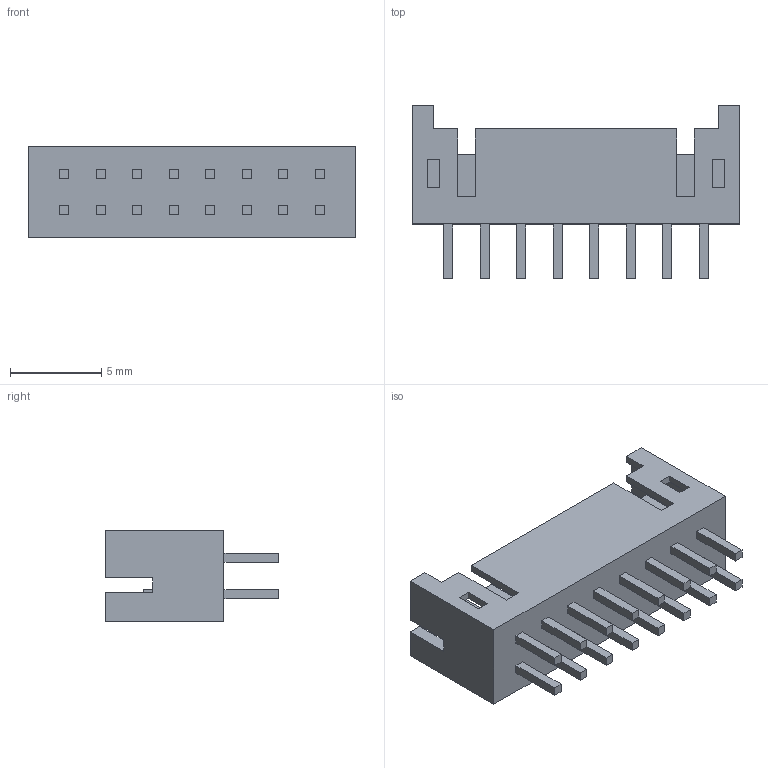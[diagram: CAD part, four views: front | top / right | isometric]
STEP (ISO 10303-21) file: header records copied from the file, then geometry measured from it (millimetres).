
FILE_DESCRIPTION (( 'STEP AP214' ), '1' );
FILE_NAME ('B16B-PHDSS.STEP', '2010-06-11T08:45:10', ( '9g-mnaganawa' ), ( 'ｊｓｔ－ｏｅｃ' ), 'SwSTEP 2.0', 'SolidWorks 2005235', '' );
FILE_SCHEMA (( 'AUTOMOTIVE_DESIGN' ));
Length unit declared in the file: millimetre
Products named in the file (1): B16B-PHDSS
Bounding box: 17.9 x 9.5 x 5 mm (x, y, z)
Volume: 233.2 mm3; surface area: 761 mm2
Topology: 1 solids, 1 shells, 210 faces, 528 edges, 352 vertices
Faces by surface type: plane 210
Entity records: 7943 total; most frequent: CARTESIAN_POINT 1091, ORIENTED_EDGE 1056, DIRECTION 950, EDGE_CURVE 528, VECTOR 528, LINE 528, VERTEX_POINT 352, EDGE_LOOP 246
